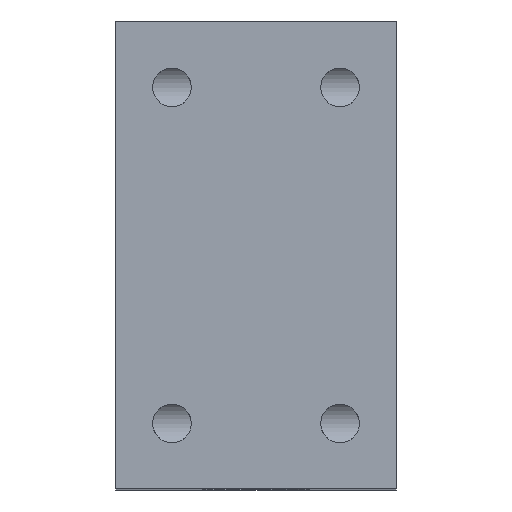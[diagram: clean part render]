
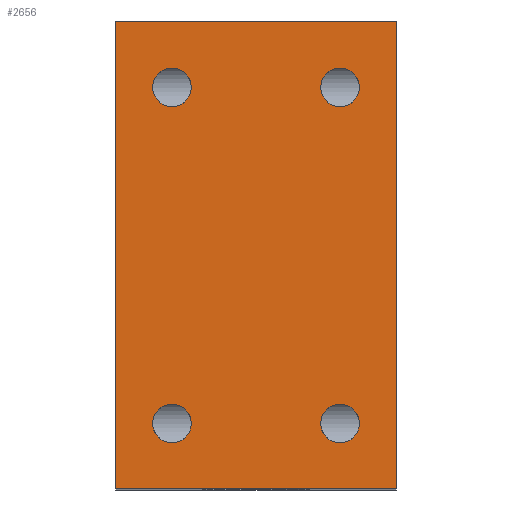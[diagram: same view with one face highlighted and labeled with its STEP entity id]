
A CAD part, top view. The second image highlights one B-rep face of the part: STEP entity #2656.
In plain terms, the highlighted planar face has unit normal (0, 0, 1).
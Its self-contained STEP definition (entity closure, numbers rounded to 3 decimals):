
#282 = EDGE_CURVE ( 'NONE', #1789, #1789, #4342, .T. ) ;
#287 = EDGE_CURVE ( 'NONE', #1799, #1799, #4346, .T. ) ;
#288 = EDGE_CURVE ( 'NONE', #4920, #4919, #4340, .T. ) ;
#289 = EDGE_CURVE ( 'NONE', #1801, #1801, #4349, .T. ) ;
#291 = EDGE_CURVE ( 'NONE', #1803, #1803, #4351, .T. ) ;
#411 = CARTESIAN_POINT ( 'NONE',  ( 9., -18., 74. ) ) ;
#413 = DIRECTION ( 'NONE',  ( 0., 0., -1. ) ) ;
#414 = DIRECTION ( 'NONE',  ( 1., 0., 0. ) ) ;
#481 = CARTESIAN_POINT ( 'NONE',  ( -9., 18., 74. ) ) ;
#482 = CARTESIAN_POINT ( 'NONE',  ( 9., 18., 74. ) ) ;
#541 = DIRECTION ( 'NONE',  ( 0., 0., -1. ) ) ;
#542 = DIRECTION ( 'NONE',  ( 1., 0., 0. ) ) ;
#543 = CARTESIAN_POINT ( 'NONE',  ( -9., -18., 74. ) ) ;
#544 = CARTESIAN_POINT ( 'NONE',  ( -15., 0., 74. ) ) ;
#545 = DIRECTION ( 'NONE',  ( 0., -1., 0. ) ) ;
#546 = DIRECTION ( 'NONE',  ( 0., 0., -1. ) ) ;
#547 = DIRECTION ( 'NONE',  ( 1., 0., 0. ) ) ;
#552 = DIRECTION ( 'NONE',  ( 0., 0., -1. ) ) ;
#553 = DIRECTION ( 'NONE',  ( 1., 0., 0. ) ) ;
#694 = CARTESIAN_POINT ( 'NONE',  ( 15., 25., 74. ) ) ;
#696 = CARTESIAN_POINT ( 'NONE',  ( 15., -25., 74. ) ) ;
#1343 = CARTESIAN_POINT ( 'NONE',  ( 0., 0., 74. ) ) ;
#1344 = PLANE ( 'NONE',  #2914 ) ;
#1351 = DIRECTION ( 'NONE',  ( 0., 0., 1. ) ) ;
#1352 = DIRECTION ( 'NONE',  ( 1., 0., 0. ) ) ;
#1519 = CARTESIAN_POINT ( 'NONE',  ( 0., 25., 74. ) ) ;
#1520 = DIRECTION ( 'NONE',  ( -1., 0., 0. ) ) ;
#1522 = CARTESIAN_POINT ( 'NONE',  ( 15., -25., 74. ) ) ;
#1523 = DIRECTION ( 'NONE',  ( -1., 0., 0. ) ) ;
#1524 = CARTESIAN_POINT ( 'NONE',  ( 15., 25., 74. ) ) ;
#1525 = DIRECTION ( 'NONE',  ( 0., -1., 0. ) ) ;
#1566 = CARTESIAN_POINT ( 'NONE',  ( -15., -25., 74. ) ) ;
#1567 = CARTESIAN_POINT ( 'NONE',  ( -15., 25., 74. ) ) ;
#1789 = VERTEX_POINT ( 'NONE', #1790 ) ;
#1790 = CARTESIAN_POINT ( 'NONE',  ( 11.067, -18., 74. ) ) ;
#1799 = VERTEX_POINT ( 'NONE', #1800 ) ;
#1800 = CARTESIAN_POINT ( 'NONE',  ( -6.933, 18., 74. ) ) ;
#1801 = VERTEX_POINT ( 'NONE', #1802 ) ;
#1802 = CARTESIAN_POINT ( 'NONE',  ( 11.067, 18., 74. ) ) ;
#1803 = VERTEX_POINT ( 'NONE', #1804 ) ;
#1804 = CARTESIAN_POINT ( 'NONE',  ( -6.933, -18., 74. ) ) ;
#1924 = VERTEX_POINT ( 'NONE', #696 ) ;
#1925 = VERTEX_POINT ( 'NONE', #694 ) ;
#2656 = ADVANCED_FACE ( 'NONE', ( #4680, #4678, #4682, #4684, #4681 ), #1344, .T. ) ;
#2736 = EDGE_CURVE ( 'NONE', #1925, #4920, #4838, .T. ) ;
#2737 = EDGE_CURVE ( 'NONE', #1924, #4919, #4841, .T. ) ;
#2738 = EDGE_CURVE ( 'NONE', #1925, #1924, #4847, .T. ) ;
#2741 = AXIS2_PLACEMENT_3D ( 'NONE', #481, #541, #542 ) ;
#2746 = AXIS2_PLACEMENT_3D ( 'NONE', #411, #413, #414 ) ;
#2747 = AXIS2_PLACEMENT_3D ( 'NONE', #543, #552, #553 ) ;
#2749 = AXIS2_PLACEMENT_3D ( 'NONE', #482, #546, #547 ) ;
#2914 = AXIS2_PLACEMENT_3D ( 'NONE', #1343, #1351, #1352 ) ;
#3088 = ORIENTED_EDGE ( 'NONE', *, *, #2738, .F. ) ;
#3089 = ORIENTED_EDGE ( 'NONE', *, *, #2736, .T. ) ;
#3090 = ORIENTED_EDGE ( 'NONE', *, *, #288, .T. ) ;
#3091 = ORIENTED_EDGE ( 'NONE', *, *, #2737, .F. ) ;
#3092 = ORIENTED_EDGE ( 'NONE', *, *, #291, .T. ) ;
#3093 = ORIENTED_EDGE ( 'NONE', *, *, #289, .T. ) ;
#3094 = ORIENTED_EDGE ( 'NONE', *, *, #287, .T. ) ;
#3095 = ORIENTED_EDGE ( 'NONE', *, *, #282, .T. ) ;
#3663 = EDGE_LOOP ( 'NONE', ( #3093 ) ) ;
#3776 = EDGE_LOOP ( 'NONE', ( #3092 ) ) ;
#3779 = EDGE_LOOP ( 'NONE', ( #3088, #3089, #3090, #3091 ) ) ;
#3783 = EDGE_LOOP ( 'NONE', ( #3095 ) ) ;
#3784 = EDGE_LOOP ( 'NONE', ( #3094 ) ) ;
#4340 = LINE ( 'NONE', #544, #4345 ) ;
#4342 = CIRCLE ( 'NONE', #2746, 2.067 ) ;
#4345 = VECTOR ( 'NONE', #545, 1000. ) ;
#4346 = CIRCLE ( 'NONE', #2741, 2.067 ) ;
#4349 = CIRCLE ( 'NONE', #2749, 2.067 ) ;
#4351 = CIRCLE ( 'NONE', #2747, 2.067 ) ;
#4678 = FACE_BOUND ( 'NONE', #3776, .T. ) ;
#4680 = FACE_OUTER_BOUND ( 'NONE', #3779, .T. ) ;
#4681 = FACE_BOUND ( 'NONE', #3783, .T. ) ;
#4682 = FACE_BOUND ( 'NONE', #3663, .T. ) ;
#4684 = FACE_BOUND ( 'NONE', #3784, .T. ) ;
#4838 = LINE ( 'NONE', #1519, #4844 ) ;
#4841 = LINE ( 'NONE', #1522, #4846 ) ;
#4844 = VECTOR ( 'NONE', #1520, 1000. ) ;
#4846 = VECTOR ( 'NONE', #1523, 1000. ) ;
#4847 = LINE ( 'NONE', #1524, #4848 ) ;
#4848 = VECTOR ( 'NONE', #1525, 1000. ) ;
#4919 = VERTEX_POINT ( 'NONE', #1566 ) ;
#4920 = VERTEX_POINT ( 'NONE', #1567 ) ;
